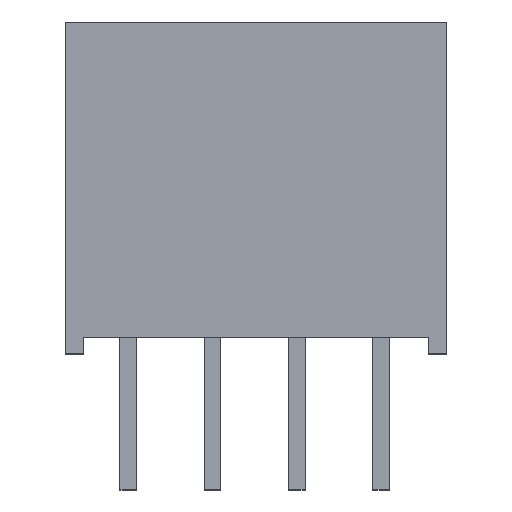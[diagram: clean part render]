
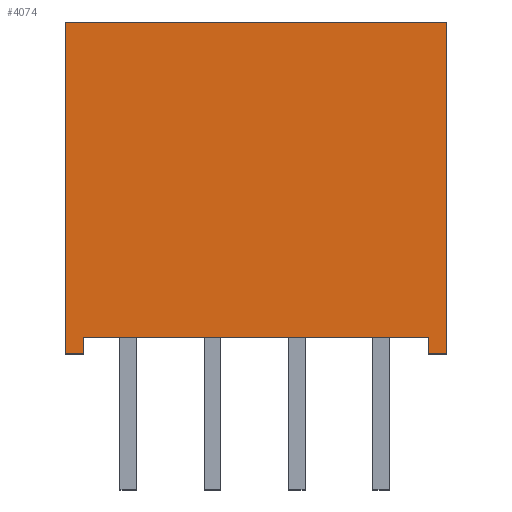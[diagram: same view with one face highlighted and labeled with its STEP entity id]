
A CAD part, top view. The second image highlights one B-rep face of the part: STEP entity #4074.
In plain terms, the highlighted planar face has unit normal (0, 0, 1).
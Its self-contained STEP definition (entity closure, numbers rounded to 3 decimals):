
#3532 = VERTEX_POINT('',#3533);
#3533 = CARTESIAN_POINT('',(-5.75,9.5,3.));
#3541 = EDGE_CURVE('',#3542,#3532,#3544,.T.);
#3542 = VERTEX_POINT('',#3543);
#3543 = CARTESIAN_POINT('',(5.75,9.5,3.));
#3544 = LINE('',#3545,#3546);
#3545 = CARTESIAN_POINT('',(0.,9.5,3.));
#3546 = VECTOR('',#3547,1.);
#3547 = DIRECTION('',(-1.,0.,0.));
#3804 = VERTEX_POINT('',#3805);
#3805 = CARTESIAN_POINT('',(5.2,0.,3.));
#3811 = EDGE_CURVE('',#3812,#3804,#3814,.T.);
#3812 = VERTEX_POINT('',#3813);
#3813 = CARTESIAN_POINT('',(-5.2,0.,3.));
#3814 = LINE('',#3815,#3816);
#3815 = CARTESIAN_POINT('',(0.,0.,3.));
#3816 = VECTOR('',#3817,1.);
#3817 = DIRECTION('',(1.,0.,0.));
#3919 = EDGE_CURVE('',#3920,#3542,#3922,.T.);
#3920 = VERTEX_POINT('',#3921);
#3921 = CARTESIAN_POINT('',(5.75,-0.5,3.));
#3922 = LINE('',#3923,#3924);
#3923 = CARTESIAN_POINT('',(5.75,9.5,3.));
#3924 = VECTOR('',#3925,1.);
#3925 = DIRECTION('',(0.,1.,0.));
#3943 = EDGE_CURVE('',#3944,#3920,#3946,.T.);
#3944 = VERTEX_POINT('',#3945);
#3945 = CARTESIAN_POINT('',(5.2,-0.5,3.));
#3946 = LINE('',#3947,#3948);
#3947 = CARTESIAN_POINT('',(5.75,-0.5,3.));
#3948 = VECTOR('',#3949,1.);
#3949 = DIRECTION('',(1.,0.,0.));
#3967 = EDGE_CURVE('',#3804,#3944,#3968,.T.);
#3968 = LINE('',#3969,#3970);
#3969 = CARTESIAN_POINT('',(5.2,-0.5,3.));
#3970 = VECTOR('',#3971,1.);
#3971 = DIRECTION('',(0.,-1.,0.));
#3988 = EDGE_CURVE('',#3989,#3812,#3991,.T.);
#3989 = VERTEX_POINT('',#3990);
#3990 = CARTESIAN_POINT('',(-5.2,-0.5,3.));
#3991 = LINE('',#3992,#3993);
#3992 = CARTESIAN_POINT('',(-5.2,0.,3.));
#3993 = VECTOR('',#3994,1.);
#3994 = DIRECTION('',(0.,1.,0.));
#4016 = EDGE_CURVE('',#4017,#3989,#4019,.T.);
#4017 = VERTEX_POINT('',#4018);
#4018 = CARTESIAN_POINT('',(-5.75,-0.5,3.));
#4019 = LINE('',#4020,#4021);
#4020 = CARTESIAN_POINT('',(-5.2,-0.5,3.));
#4021 = VECTOR('',#4022,1.);
#4022 = DIRECTION('',(1.,0.,0.));
#4040 = EDGE_CURVE('',#3532,#4017,#4041,.T.);
#4041 = LINE('',#4042,#4043);
#4042 = CARTESIAN_POINT('',(-5.75,-0.5,3.));
#4043 = VECTOR('',#4044,1.);
#4044 = DIRECTION('',(0.,-1.,0.));
#4074 = ADVANCED_FACE('',(#4075),#4085,.T.);
#4075 = FACE_BOUND('',#4076,.T.);
#4076 = EDGE_LOOP('',(#4077,#4078,#4079,#4080,#4081,#4082,#4083,#4084));
#4077 = ORIENTED_EDGE('',*,*,#3541,.T.);
#4078 = ORIENTED_EDGE('',*,*,#4040,.T.);
#4079 = ORIENTED_EDGE('',*,*,#4016,.T.);
#4080 = ORIENTED_EDGE('',*,*,#3988,.T.);
#4081 = ORIENTED_EDGE('',*,*,#3811,.T.);
#4082 = ORIENTED_EDGE('',*,*,#3967,.T.);
#4083 = ORIENTED_EDGE('',*,*,#3943,.T.);
#4084 = ORIENTED_EDGE('',*,*,#3919,.T.);
#4085 = PLANE('',#4086);
#4086 = AXIS2_PLACEMENT_3D('',#4087,#4088,#4089);
#4087 = CARTESIAN_POINT('',(0.,4.51,3.));
#4088 = DIRECTION('',(0.,0.,1.));
#4089 = DIRECTION('',(1.,0.,-0.));
